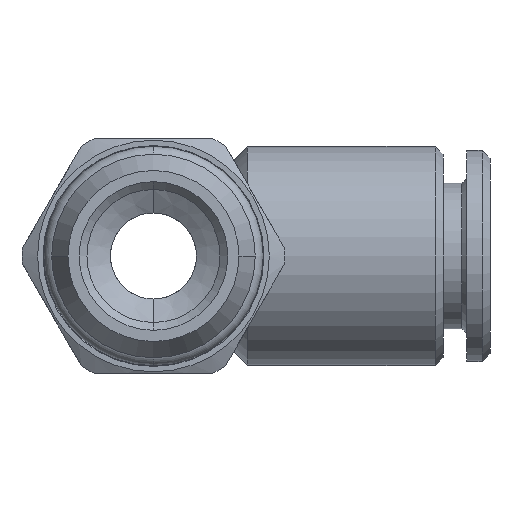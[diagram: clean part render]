
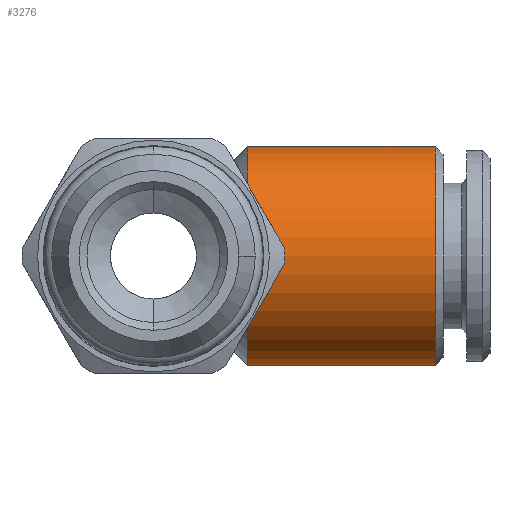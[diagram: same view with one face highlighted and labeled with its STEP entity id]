
A CAD part, front view. The second image highlights one B-rep face of the part: STEP entity #3276.
In plain terms, the highlighted cylindrical face has radius 7 mm (diameter 14 mm), a partial arc.
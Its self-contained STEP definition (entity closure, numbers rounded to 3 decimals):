
#388 = CARTESIAN_POINT ( 'NONE',  ( 6., 0., 7. ) ) ;
#389 = CARTESIAN_POINT ( 'NONE',  ( 18., 0., 7. ) ) ;
#445 = DIRECTION ( 'NONE',  ( -1., 0., 0. ) ) ;
#450 = CARTESIAN_POINT ( 'NONE',  ( 18., 0., -7. ) ) ;
#451 = VECTOR ( 'NONE', #445, 1000. ) ;
#452 = CARTESIAN_POINT ( 'NONE',  ( -3.45, 0., -7. ) ) ;
#453 = LINE ( 'NONE', #452, #451 ) ;
#558 = DIRECTION ( 'NONE',  ( -1., 0., 0. ) ) ;
#567 = CARTESIAN_POINT ( 'NONE',  ( 6., 0., 0. ) ) ;
#572 = AXIS2_PLACEMENT_3D ( 'NONE', #567, #558, #577 ) ;
#577 = DIRECTION ( 'NONE',  ( 0., 0., 1. ) ) ;
#578 = CARTESIAN_POINT ( 'NONE',  ( 6., 0., -7. ) ) ;
#579 = CIRCLE ( 'NONE', #572, 7. ) ;
#685 = DIRECTION ( 'NONE',  ( -1., 0., 0. ) ) ;
#686 = VECTOR ( 'NONE', #685, 1000. ) ;
#687 = CARTESIAN_POINT ( 'NONE',  ( -3.45, 0., 7. ) ) ;
#688 = LINE ( 'NONE', #687, #686 ) ;
#1405 = CARTESIAN_POINT ( 'NONE',  ( 18., 0., 0. ) ) ;
#1407 = DIRECTION ( 'NONE',  ( 0., 0., 1. ) ) ;
#1408 = DIRECTION ( 'NONE',  ( -1., 0., 0. ) ) ;
#1480 = AXIS2_PLACEMENT_3D ( 'NONE', #1405, #1408, #1407 ) ;
#1481 = CIRCLE ( 'NONE', #1480, 7. ) ;
#1521 = DIRECTION ( 'NONE',  ( -1., 0., 0. ) ) ;
#1522 = CYLINDRICAL_SURFACE ( 'NONE', #1527, 7. ) ;
#1525 = DIRECTION ( 'NONE',  ( 0., 0., 1. ) ) ;
#1526 = CARTESIAN_POINT ( 'NONE',  ( -3.45, 0., 0. ) ) ;
#1527 = AXIS2_PLACEMENT_3D ( 'NONE', #1526, #1521, #1525 ) ;
#1528 = FACE_OUTER_BOUND ( 'NONE', #3273, .T. ) ;
#2446 = VERTEX_POINT ( 'NONE', #389 ) ;
#2447 = VERTEX_POINT ( 'NONE', #388 ) ;
#2459 = VERTEX_POINT ( 'NONE', #450 ) ;
#2466 = EDGE_CURVE ( 'NONE', #2459, #2492, #453, .T. ) ;
#2487 = EDGE_CURVE ( 'NONE', #2492, #2447, #579, .T. ) ;
#2492 = VERTEX_POINT ( 'NONE', #578 ) ;
#2559 = EDGE_CURVE ( 'NONE', #2446, #2447, #688, .T. ) ;
#3262 = ORIENTED_EDGE ( 'NONE', *, *, #2559, .T. ) ;
#3266 = EDGE_CURVE ( 'NONE', #2459, #2446, #1481, .T. ) ;
#3273 = EDGE_LOOP ( 'NONE', ( #3289, #3277, #3262, #3275 ) ) ;
#3275 = ORIENTED_EDGE ( 'NONE', *, *, #2487, .F. ) ;
#3276 = ADVANCED_FACE ( 'NONE', ( #1528 ), #1522, .T. ) ;
#3277 = ORIENTED_EDGE ( 'NONE', *, *, #3266, .T. ) ;
#3289 = ORIENTED_EDGE ( 'NONE', *, *, #2466, .F. ) ;
